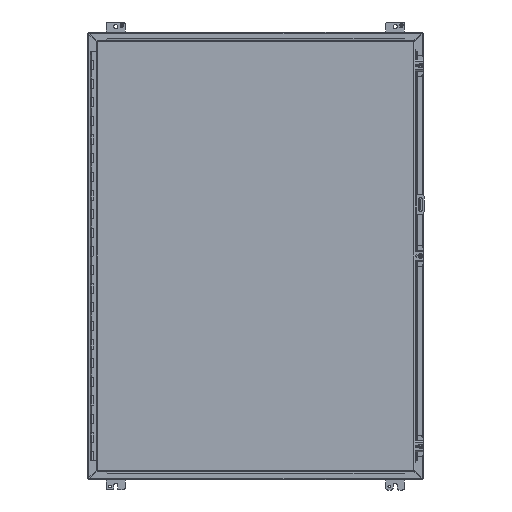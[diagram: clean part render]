
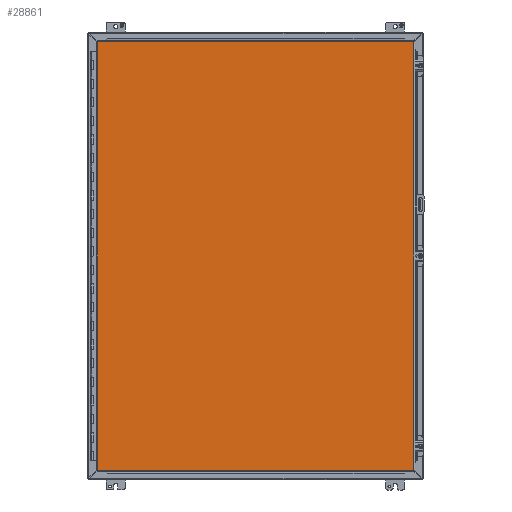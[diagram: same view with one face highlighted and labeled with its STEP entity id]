
A CAD part, front view. The second image highlights one B-rep face of the part: STEP entity #28861.
In plain terms, the highlighted planar face has unit normal (0, -1, 0).
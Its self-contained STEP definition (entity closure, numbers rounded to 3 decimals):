
#419 = VECTOR ( 'NONE', #51470, 39.37 ) ;
#1695 = EDGE_LOOP ( 'NONE', ( #33005, #23078, #18095, #46742 ) ) ;
#2433 = CARTESIAN_POINT ( 'NONE',  ( -16.955, -9.185, -22.994 ) ) ;
#2607 = EDGE_CURVE ( 'NONE', #20245, #28750, #34938, .T. ) ;
#3155 = VECTOR ( 'NONE', #50488, 39.37 ) ;
#4189 = DIRECTION ( 'NONE',  ( 0., 0., 1. ) ) ;
#5914 = DIRECTION ( 'NONE',  ( 0., 0., -1. ) ) ;
#9888 = AXIS2_PLACEMENT_3D ( 'NONE', #2433, #33486, #20654 ) ;
#9925 = VERTEX_POINT ( 'NONE', #35691 ) ;
#14977 = CARTESIAN_POINT ( 'NONE',  ( 17.017, -9.185, 22.994 ) ) ;
#18095 = ORIENTED_EDGE ( 'NONE', *, *, #54381, .F. ) ;
#19417 = LINE ( 'NONE', #36814, #3155 ) ;
#20245 = VERTEX_POINT ( 'NONE', #21230 ) ;
#20654 = DIRECTION ( 'NONE',  ( 0., 0., -1. ) ) ;
#21144 = VERTEX_POINT ( 'NONE', #34482 ) ;
#21230 = CARTESIAN_POINT ( 'NONE',  ( -16.955, -9.185, 22.995 ) ) ;
#23078 = ORIENTED_EDGE ( 'NONE', *, *, #2607, .F. ) ;
#28693 = CARTESIAN_POINT ( 'NONE',  ( 17.017, -9.185, 22.994 ) ) ;
#28750 = VERTEX_POINT ( 'NONE', #14977 ) ;
#28861 = ADVANCED_FACE ( 'NONE', ( #33220 ), #32927, .T. ) ;
#29813 = LINE ( 'NONE', #30396, #54079 ) ;
#30087 = CARTESIAN_POINT ( 'NONE',  ( -16.955, -9.185, 22.994 ) ) ;
#30396 = CARTESIAN_POINT ( 'NONE',  ( -16.955, -9.185, -22.994 ) ) ;
#32927 = PLANE ( 'NONE',  #9888 ) ;
#33005 = ORIENTED_EDGE ( 'NONE', *, *, #48176, .F. ) ;
#33220 = FACE_OUTER_BOUND ( 'NONE', #1695, .T. ) ;
#33486 = DIRECTION ( 'NONE',  ( 0., -1., 0. ) ) ;
#34482 = CARTESIAN_POINT ( 'NONE',  ( 17.017, -9.185, -22.995 ) ) ;
#34938 = LINE ( 'NONE', #30087, #419 ) ;
#35691 = CARTESIAN_POINT ( 'NONE',  ( -16.955, -9.185, -22.995 ) ) ;
#35830 = VECTOR ( 'NONE', #5914, 39.37 ) ;
#36814 = CARTESIAN_POINT ( 'NONE',  ( 17.017, -9.185, -22.994 ) ) ;
#37391 = EDGE_CURVE ( 'NONE', #21144, #9925, #19417, .T. ) ;
#46742 = ORIENTED_EDGE ( 'NONE', *, *, #37391, .F. ) ;
#48176 = EDGE_CURVE ( 'NONE', #28750, #21144, #53499, .T. ) ;
#50488 = DIRECTION ( 'NONE',  ( -1., 0., 0. ) ) ;
#51470 = DIRECTION ( 'NONE',  ( 1., 0., 0. ) ) ;
#53499 = LINE ( 'NONE', #28693, #35830 ) ;
#54079 = VECTOR ( 'NONE', #4189, 39.37 ) ;
#54381 = EDGE_CURVE ( 'NONE', #9925, #20245, #29813, .T. ) ;
